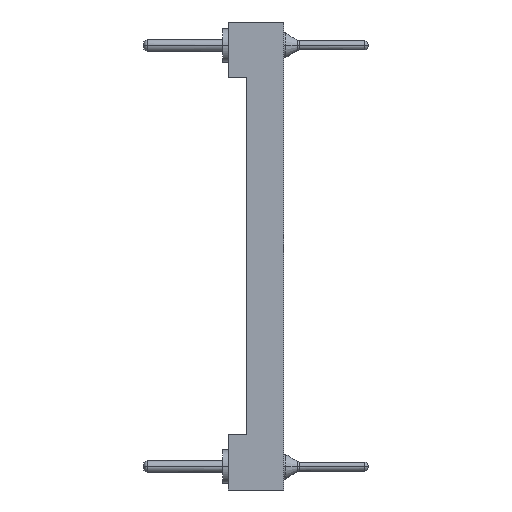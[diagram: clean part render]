
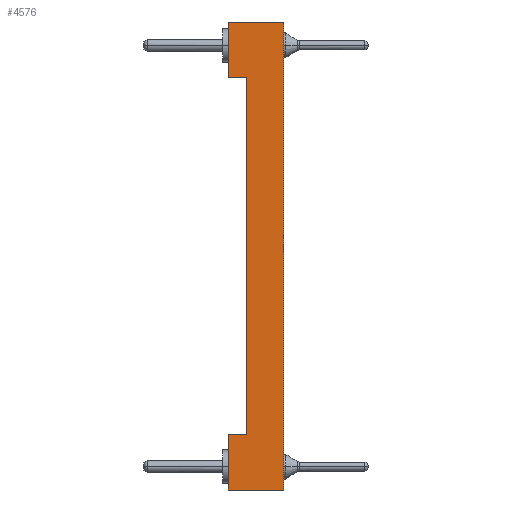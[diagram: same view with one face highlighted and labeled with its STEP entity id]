
A CAD part, left-side view. The second image highlights one B-rep face of the part: STEP entity #4576.
In plain terms, the highlighted planar face has unit normal (-1, 0, 0).
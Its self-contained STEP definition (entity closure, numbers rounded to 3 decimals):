
#105=CARTESIAN_POINT('',(-20.32,0.,-17.78));
#106=VERTEX_POINT('',#105);
#159=CARTESIAN_POINT('',(-20.32,0.,7.62));
#160=VERTEX_POINT('',#159);
#170=CARTESIAN_POINT('',(-20.32,0.,7.62));
#171=CARTESIAN_POINT('',(-20.32,0.,2.54));
#172=CARTESIAN_POINT('',(-20.32,0.,-2.54));
#173=CARTESIAN_POINT('',(-20.32,0.,-7.62));
#174=CARTESIAN_POINT('',(-20.32,0.,-12.7));
#175=CARTESIAN_POINT('',(-20.32,0.,-17.78));
#176=B_SPLINE_CURVE_WITH_KNOTS('',5,(#170,#171,#172,#173,#174,#175),.UNSPECIFIED.,.F.,.U.,(6,6),(0.,25.4),.UNSPECIFIED.);
#177=EDGE_CURVE('',#160,#106,#176,.T.);
#3790=CARTESIAN_POINT('',(-20.32,2.,4.62));
#3791=VERTEX_POINT('',#3790);
#3801=CARTESIAN_POINT('',(-20.32,3.,4.62));
#3802=VERTEX_POINT('',#3801);
#3803=CARTESIAN_POINT('',(-20.32,2.,4.62));
#3804=CARTESIAN_POINT('',(-20.32,2.2,4.62));
#3805=CARTESIAN_POINT('',(-20.32,2.4,4.62));
#3806=CARTESIAN_POINT('',(-20.32,2.6,4.62));
#3807=CARTESIAN_POINT('',(-20.32,2.8,4.62));
#3808=CARTESIAN_POINT('',(-20.32,3.,4.62));
#3809=B_SPLINE_CURVE_WITH_KNOTS('',5,(#3803,#3804,#3805,#3806,#3807,#3808),.UNSPECIFIED.,.F.,.U.,(6,6),(0.,1.),.UNSPECIFIED.);
#3810=EDGE_CURVE('',#3791,#3802,#3809,.T.);
#4058=CARTESIAN_POINT('',(-20.32,3.,-14.78));
#4059=VERTEX_POINT('',#4058);
#4069=CARTESIAN_POINT('',(-20.32,2.,-14.78));
#4070=VERTEX_POINT('',#4069);
#4071=CARTESIAN_POINT('',(-20.32,3.,-14.78));
#4072=CARTESIAN_POINT('',(-20.32,2.8,-14.78));
#4073=CARTESIAN_POINT('',(-20.32,2.6,-14.78));
#4074=CARTESIAN_POINT('',(-20.32,2.4,-14.78));
#4075=CARTESIAN_POINT('',(-20.32,2.2,-14.78));
#4076=CARTESIAN_POINT('',(-20.32,2.,-14.78));
#4077=B_SPLINE_CURVE_WITH_KNOTS('',5,(#4071,#4072,#4073,#4074,#4075,#4076),.UNSPECIFIED.,.F.,.U.,(6,6),(0.,1.),.UNSPECIFIED.);
#4078=EDGE_CURVE('',#4059,#4070,#4077,.T.);
#4363=CARTESIAN_POINT('',(-20.32,3.,-17.78));
#4364=VERTEX_POINT('',#4363);
#4365=CARTESIAN_POINT('',(-20.32,0.,-17.78));
#4366=CARTESIAN_POINT('',(-20.32,0.6,-17.78));
#4367=CARTESIAN_POINT('',(-20.32,1.2,-17.78));
#4368=CARTESIAN_POINT('',(-20.32,1.8,-17.78));
#4369=CARTESIAN_POINT('',(-20.32,2.4,-17.78));
#4370=CARTESIAN_POINT('',(-20.32,3.,-17.78));
#4371=B_SPLINE_CURVE_WITH_KNOTS('',5,(#4365,#4366,#4367,#4368,#4369,#4370),.UNSPECIFIED.,.F.,.U.,(6,6),(0.,3.),.UNSPECIFIED.);
#4372=EDGE_CURVE('',#106,#4364,#4371,.T.);
#4513=CARTESIAN_POINT('',(-20.32,3.,7.62));
#4514=VERTEX_POINT('',#4513);
#4524=CARTESIAN_POINT('',(-20.32,3.,7.62));
#4525=CARTESIAN_POINT('',(-20.32,2.4,7.62));
#4526=CARTESIAN_POINT('',(-20.32,1.8,7.62));
#4527=CARTESIAN_POINT('',(-20.32,1.2,7.62));
#4528=CARTESIAN_POINT('',(-20.32,0.6,7.62));
#4529=CARTESIAN_POINT('',(-20.32,0.,7.62));
#4530=B_SPLINE_CURVE_WITH_KNOTS('',5,(#4524,#4525,#4526,#4527,#4528,#4529),.UNSPECIFIED.,.F.,.U.,(6,6),(0.,3.),.UNSPECIFIED.);
#4531=EDGE_CURVE('',#4514,#160,#4530,.T.);
#4537=CARTESIAN_POINT('',(-20.32,1.5,-5.08));
#4538=DIRECTION('',(0.,0.,1.));
#4539=DIRECTION('',(-1.,0.,0.));
#4540=AXIS2_PLACEMENT_3D('',#4537,#4539,#4538);
#4541=PLANE('',#4540);
#4542=CARTESIAN_POINT('',(-20.32,3.,-14.78));
#4543=CARTESIAN_POINT('',(-20.32,3.,-15.38));
#4544=CARTESIAN_POINT('',(-20.32,3.,-15.98));
#4545=CARTESIAN_POINT('',(-20.32,3.,-16.58));
#4546=CARTESIAN_POINT('',(-20.32,3.,-17.18));
#4547=CARTESIAN_POINT('',(-20.32,3.,-17.78));
#4548=B_SPLINE_CURVE_WITH_KNOTS('',5,(#4542,#4543,#4544,#4545,#4546,#4547),.UNSPECIFIED.,.F.,.U.,(6,6),(0.,3.),.UNSPECIFIED.);
#4549=EDGE_CURVE('',#4059,#4364,#4548,.T.);
#4550=ORIENTED_EDGE('',*,*,#4549,.T.);
#4551=ORIENTED_EDGE('',*,*,#4372,.F.);
#4552=ORIENTED_EDGE('',*,*,#177,.F.);
#4553=ORIENTED_EDGE('',*,*,#4531,.F.);
#4554=CARTESIAN_POINT('',(-20.32,3.,7.62));
#4555=CARTESIAN_POINT('',(-20.32,3.,7.02));
#4556=CARTESIAN_POINT('',(-20.32,3.,6.42));
#4557=CARTESIAN_POINT('',(-20.32,3.,5.82));
#4558=CARTESIAN_POINT('',(-20.32,3.,5.22));
#4559=CARTESIAN_POINT('',(-20.32,3.,4.62));
#4560=B_SPLINE_CURVE_WITH_KNOTS('',5,(#4554,#4555,#4556,#4557,#4558,#4559),.UNSPECIFIED.,.F.,.U.,(6,6),(0.,3.),.UNSPECIFIED.);
#4561=EDGE_CURVE('',#4514,#3802,#4560,.T.);
#4562=ORIENTED_EDGE('',*,*,#4561,.T.);
#4563=ORIENTED_EDGE('',*,*,#3810,.F.);
#4564=CARTESIAN_POINT('',(-20.32,2.,4.62));
#4565=CARTESIAN_POINT('',(-20.32,2.,0.74));
#4566=CARTESIAN_POINT('',(-20.32,2.,-3.14));
#4567=CARTESIAN_POINT('',(-20.32,2.,-7.02));
#4568=CARTESIAN_POINT('',(-20.32,2.,-10.9));
#4569=CARTESIAN_POINT('',(-20.32,2.,-14.78));
#4570=B_SPLINE_CURVE_WITH_KNOTS('',5,(#4564,#4565,#4566,#4567,#4568,#4569),.UNSPECIFIED.,.F.,.U.,(6,6),(0.,19.4),.UNSPECIFIED.);
#4571=EDGE_CURVE('',#3791,#4070,#4570,.T.);
#4572=ORIENTED_EDGE('',*,*,#4571,.T.);
#4573=ORIENTED_EDGE('',*,*,#4078,.F.);
#4574=EDGE_LOOP('',(#4550,#4551,#4552,#4553,#4562,#4563,#4572,#4573));
#4575=FACE_OUTER_BOUND('',#4574,.T.);
#4576=ADVANCED_FACE('',(#4575),#4541,.T.);
